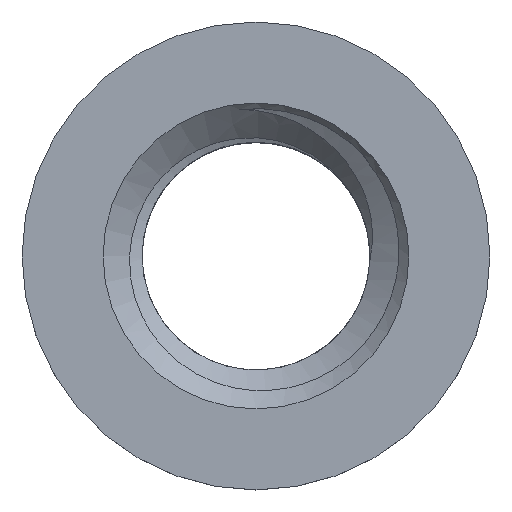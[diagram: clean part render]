
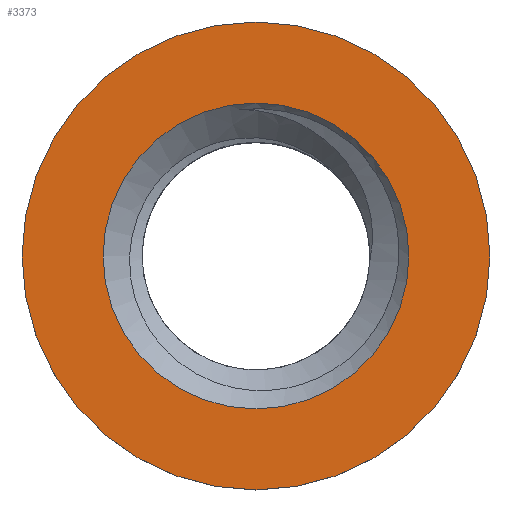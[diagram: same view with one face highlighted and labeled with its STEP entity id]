
A CAD part, top view. The second image highlights one B-rep face of the part: STEP entity #3373.
In plain terms, the highlighted planar face has unit normal (0, 0, 1).
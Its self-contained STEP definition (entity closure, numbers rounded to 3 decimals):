
#15=FACE_BOUND('',#644,.T.);
#166=PLANE('',#3802);
#430=FACE_OUTER_BOUND('',#643,.T.);
#643=EDGE_LOOP('',(#2738));
#644=EDGE_LOOP('',(#2739));
#751=CIRCLE('',#3499,2.076);
#807=CIRCLE('',#3559,3.175);
#1312=VERTEX_POINT('',#5206);
#1369=VERTEX_POINT('',#5359);
#1640=EDGE_CURVE('',#1312,#1312,#751,.T.);
#1701=EDGE_CURVE('',#1369,#1369,#807,.T.);
#2738=ORIENTED_EDGE('',*,*,#1701,.T.);
#2739=ORIENTED_EDGE('',*,*,#1640,.F.);
#3373=ADVANCED_FACE('',(#430,#15),#166,.F.);
#3499=AXIS2_PLACEMENT_3D('',#5208,#3864,#3865);
#3559=AXIS2_PLACEMENT_3D('',#5360,#3987,#3988);
#3802=AXIS2_PLACEMENT_3D('',#8395,#4571,#4572);
#3864=DIRECTION('center_axis',(0.,0.,1.));
#3865=DIRECTION('ref_axis',(1.,0.,0.));
#3987=DIRECTION('center_axis',(0.,0.,1.));
#3988=DIRECTION('ref_axis',(1.,0.,0.));
#4571=DIRECTION('center_axis',(0.,0.,-1.));
#4572=DIRECTION('ref_axis',(-1.,0.,0.));
#5206=CARTESIAN_POINT('',(-2.076,0.,2.35));
#5208=CARTESIAN_POINT('Origin',(0.,0.,2.35));
#5359=CARTESIAN_POINT('',(-3.175,0.,2.35));
#5360=CARTESIAN_POINT('Origin',(0.,0.,2.35));
#8395=CARTESIAN_POINT('Origin',(0.,2.,2.35));
